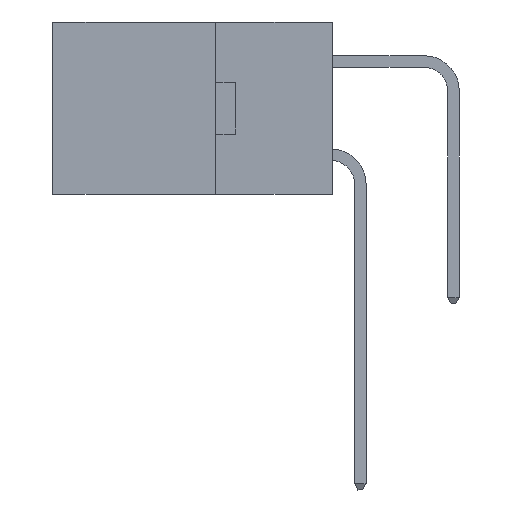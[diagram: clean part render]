
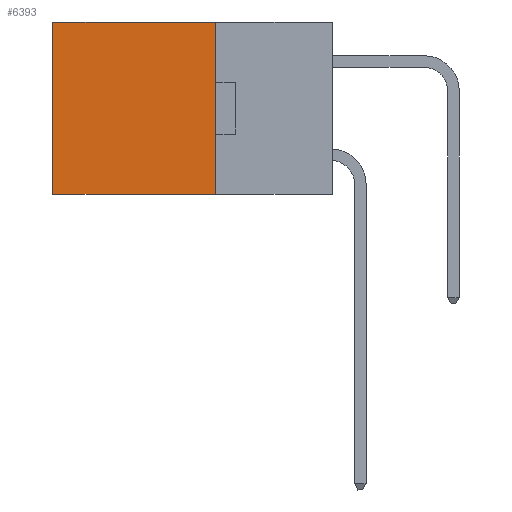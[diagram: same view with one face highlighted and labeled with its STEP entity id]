
A CAD part, left-side view. The second image highlights one B-rep face of the part: STEP entity #6393.
In plain terms, the highlighted planar face has unit normal (-1, 0, 0).
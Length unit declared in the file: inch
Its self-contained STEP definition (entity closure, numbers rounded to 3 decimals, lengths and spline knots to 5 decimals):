
#1478 = ORIENTED_EDGE ( 'NONE', *, *, #15917, .F. ) ;
#1719 = VERTEX_POINT ( 'NONE', #18852 ) ;
#1818 = VECTOR ( 'NONE', #7039, 39.37008 ) ;
#1862 = DIRECTION ( 'NONE',  ( 0., 1., 0. ) ) ;
#4415 = CARTESIAN_POINT ( 'NONE',  ( 0.2615, 0.6, 0. ) ) ;
#4570 = ORIENTED_EDGE ( 'NONE', *, *, #17996, .T. ) ;
#4905 = DIRECTION ( 'NONE',  ( 1., 0., 0. ) ) ;
#5443 = EDGE_CURVE ( 'NONE', #1719, #18473, #22033, .T. ) ;
#5685 = ORIENTED_EDGE ( 'NONE', *, *, #24701, .T. ) ;
#6393 = ADVANCED_FACE ( 'NONE', ( #13893 ), #18528, .F. ) ;
#6465 = LINE ( 'NONE', #20054, #24565 ) ;
#7039 = DIRECTION ( 'NONE',  ( 0., 0., -1. ) ) ;
#7720 = VERTEX_POINT ( 'NONE', #22414 ) ;
#9308 = VECTOR ( 'NONE', #10918, 39.37008 ) ;
#9637 = VECTOR ( 'NONE', #1862, 39.37008 ) ;
#9783 = AXIS2_PLACEMENT_3D ( 'NONE', #25269, #4905, #20790 ) ;
#10358 = ORIENTED_EDGE ( 'NONE', *, *, #5443, .F. ) ;
#10918 = DIRECTION ( 'NONE',  ( 0., 1., 0. ) ) ;
#13893 = FACE_OUTER_BOUND ( 'NONE', #13987, .T. ) ;
#13987 = EDGE_LOOP ( 'NONE', ( #5685, #10358, #1478, #4570 ) ) ;
#14796 = LINE ( 'NONE', #22894, #1818 ) ;
#15917 = EDGE_CURVE ( 'NONE', #7720, #1719, #6465, .T. ) ;
#16587 = VERTEX_POINT ( 'NONE', #4415 ) ;
#17265 = CARTESIAN_POINT ( 'NONE',  ( 0.2615, 0.6, -0.37 ) ) ;
#17872 = CARTESIAN_POINT ( 'NONE',  ( 0.2615, 0.25, 0. ) ) ;
#17996 = EDGE_CURVE ( 'NONE', #7720, #16587, #27635, .T. ) ;
#18473 = VERTEX_POINT ( 'NONE', #17265 ) ;
#18528 = PLANE ( 'NONE',  #9783 ) ;
#18852 = CARTESIAN_POINT ( 'NONE',  ( 0.2615, 0.25, -0.37 ) ) ;
#20054 = CARTESIAN_POINT ( 'NONE',  ( 0.2615, 0.25, -0.37 ) ) ;
#20790 = DIRECTION ( 'NONE',  ( 0., 0., -1. ) ) ;
#22033 = LINE ( 'NONE', #28915, #9308 ) ;
#22236 = DIRECTION ( 'NONE',  ( 0., 0., -1. ) ) ;
#22414 = CARTESIAN_POINT ( 'NONE',  ( 0.2615, 0.25, 0. ) ) ;
#22894 = CARTESIAN_POINT ( 'NONE',  ( 0.2615, 0.6, -0.37 ) ) ;
#24565 = VECTOR ( 'NONE', #22236, 39.37008 ) ;
#24701 = EDGE_CURVE ( 'NONE', #16587, #18473, #14796, .T. ) ;
#25269 = CARTESIAN_POINT ( 'NONE',  ( 0.2615, 0.25, -0.37 ) ) ;
#27635 = LINE ( 'NONE', #17872, #9637 ) ;
#28915 = CARTESIAN_POINT ( 'NONE',  ( 0.2615, 0.25, -0.37 ) ) ;
